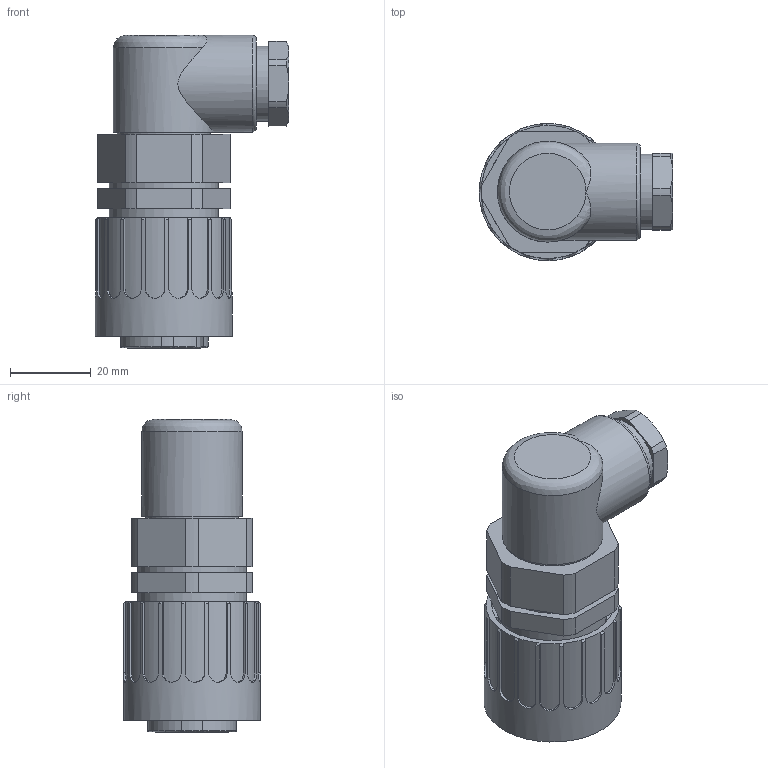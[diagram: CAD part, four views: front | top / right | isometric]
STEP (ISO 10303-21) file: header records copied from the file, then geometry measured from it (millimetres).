
FILE_DESCRIPTION(/* description */ (''),/* implementation_level */ '2;1');
FILE_NAME(/* name */ 'C016_10F008_002_1.stp',/* time_stamp */ '2016-03-23T10:19:46+01:00',/* author */ (''),/* organization */ (''),/* preprocessor_version */ 'ST-DEVELOPER v15',/* originating_system */ 'SIEMENS PLM Software NX 9.0',/* authorisation */ '');
FILE_SCHEMA (('CONFIG_CONTROL_DESIGN'));
Length unit declared in the file: millimetre
Products named in the file (1): c3d-c016 10f008 002 1nxm001-01
Bounding box: 48 x 34 x 77.7 mm (x, y, z)
Volume: 306.7 mm3; surface area: 34487.6 mm2
Topology: 4 solids, 5 shells, 1303 faces, 3536 edges, 2238 vertices
Faces by surface type: plane 753, cylinder 390, cone 97, bspline 59, extrusion 2, torus 2
Full cylindrical faces by diameter (mm): 1.05 x1, 1.3 x1, 1.575 x1, 1.75 x9, 1.95 x1, 2.6 x9, 2.7 x5, 3 x9, 3.2 x10, 4 x9, 4.2 x5, 4.3 x6, 4.75 x4, 10 x1, 11 x1, 11.5 x1, 13.5 x1, 14.5 x1, 15 x1, 18 x1, 18.2 x1, 18.6 x1, 22 x2, 22.7 x2, 23 x1, 23.1 x1, 24 x2, 25 x2, 27 x2, 30.2 x1
Entity records: 41895 total; most frequent: CARTESIAN_POINT 9205, DIRECTION 6897, ORIENTED_EDGE 6720, EDGE_CURVE 3360, AXIS2_PLACEMENT_3D 2621, VERTEX_POINT 2217, EDGE_LOOP 1660, VECTOR 1655
